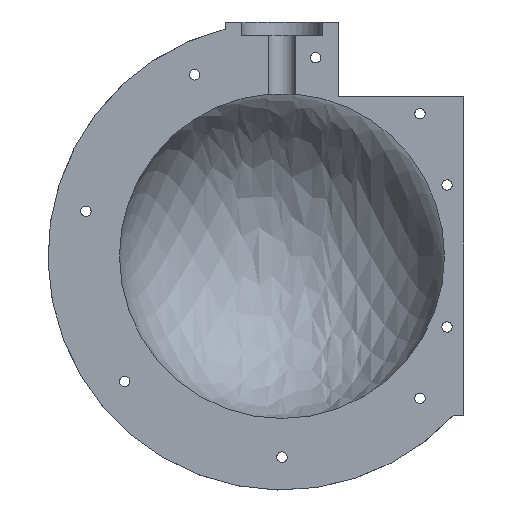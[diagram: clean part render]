
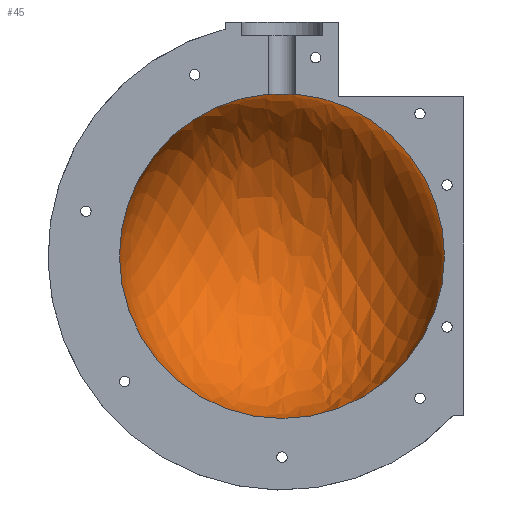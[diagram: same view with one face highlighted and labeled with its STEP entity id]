
A CAD part, top view. The second image highlights one B-rep face of the part: STEP entity #45.
In plain terms, the highlighted free-form (B-spline) face has degree [2, 2] with [9, 5] control points.
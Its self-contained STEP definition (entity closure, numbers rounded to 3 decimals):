
#45=ADVANCED_FACE('',(#118),#1190,.T.);
#118=FACE_OUTER_BOUND('',#191,.T.);
#191=EDGE_LOOP('',(#302,#303,#304,#305));
#302=ORIENTED_EDGE('',*,*,#663,.T.);
#303=ORIENTED_EDGE('',*,*,#675,.F.);
#304=ORIENTED_EDGE('',*,*,#676,.F.);
#305=ORIENTED_EDGE('',*,*,#674,.F.);
#663=EDGE_CURVE('',#1063,#1064,#997,.T.);
#674=EDGE_CURVE('',#1063,#1075,#1001,.T.);
#675=EDGE_CURVE('',#1074,#1064,#1002,.T.);
#676=EDGE_CURVE('',#1075,#1074,#1003,.T.);
#997=TRIMMED_CURVE($,#1021,(#1954),(#1955),.T.,.CARTESIAN.);
#1001=TRIMMED_CURVE($,#1025,(#1981),(#1982),.T.,.CARTESIAN.);
#1002=TRIMMED_CURVE($,#1026,(#1984),(#1985),.T.,.CARTESIAN.);
#1003=TRIMMED_CURVE($,#1027,(#1987),(#1988),.T.,.CARTESIAN.);
#1021=CIRCLE('',#1420,4.15);
#1025=CIRCLE('',#1424,50.);
#1026=CIRCLE('',#1425,50.);
#1027=CIRCLE('',#1426,50.);
#1063=VERTEX_POINT('',#1827);
#1064=VERTEX_POINT('',#1828);
#1074=VERTEX_POINT('',#1838);
#1075=VERTEX_POINT('',#1839);
#1190=(
BOUNDED_SURFACE()
B_SPLINE_SURFACE(2,2,((#1670,#1671,#1672,#1673,#1674),(#1675,#1676,#1677,
#1678,#1679),(#1680,#1681,#1682,#1683,#1684),(#1685,#1686,#1687,#1688,#1689),
(#1690,#1691,#1692,#1693,#1694),(#1695,#1696,#1697,#1698,#1699),(#1700,
#1701,#1702,#1703,#1704),(#1705,#1706,#1707,#1708,#1709),(#1710,#1711,#1712,
#1713,#1714)),.UNSPECIFIED.,.T.,.F.,.F.)
B_SPLINE_SURFACE_WITH_KNOTS((3,2,2,2,3),(3,2,3),(0.,78.54,157.08,
235.619,314.159),(-78.54,0.,78.54),
 .UNSPECIFIED.)
GEOMETRIC_REPRESENTATION_ITEM()
RATIONAL_B_SPLINE_SURFACE(((1.,0.707,1.,0.707,1.),
(0.707,0.5,0.707,0.5,0.707),(1.,0.707,
1.,0.707,1.),(0.707,0.5,0.707,0.5,0.707),
(1.,0.707,1.,0.707,1.),(0.707,0.5,0.707,
0.5,0.707),(1.,0.707,1.,0.707,1.),(0.707,
0.5,0.707,0.5,0.707),(1.,0.707,1.,0.707,
1.)))
REPRESENTATION_ITEM('')
SURFACE()
);
#1420=AXIS2_PLACEMENT_3D($,#1953,#1535,#1536);
#1424=AXIS2_PLACEMENT_3D($,#1980,#1543,#1544);
#1425=AXIS2_PLACEMENT_3D($,#1983,#1545,#1546);
#1426=AXIS2_PLACEMENT_3D($,#1986,#1547,#1548);
#1535=DIRECTION('',(0.,1.,0.));
#1536=DIRECTION('',(1.,0.,0.));
#1543=DIRECTION('',(0.,0.,-1.));
#1544=DIRECTION('',(0.083,0.997,0.));
#1545=DIRECTION('',(0.,0.,-1.));
#1546=DIRECTION('',(-1.,0.,0.));
#1547=DIRECTION('',(0.,0.,-1.));
#1548=DIRECTION('',(1.,0.,0.));
#1670=CARTESIAN_POINT('',(-50.,0.,56.));
#1671=CARTESIAN_POINT('',(-50.,50.,56.));
#1672=CARTESIAN_POINT('',(0.,50.,56.));
#1673=CARTESIAN_POINT('',(50.,50.,56.));
#1674=CARTESIAN_POINT('',(50.,0.,56.));
#1675=CARTESIAN_POINT('',(-50.,0.,56.));
#1676=CARTESIAN_POINT('',(-50.,50.,6.));
#1677=CARTESIAN_POINT('',(0.,50.,6.));
#1678=CARTESIAN_POINT('',(50.,50.,6.));
#1679=CARTESIAN_POINT('',(50.,0.,56.));
#1680=CARTESIAN_POINT('',(-50.,0.,56.));
#1681=CARTESIAN_POINT('',(-50.,0.,6.));
#1682=CARTESIAN_POINT('',(0.,0.,6.));
#1683=CARTESIAN_POINT('',(50.,0.,6.));
#1684=CARTESIAN_POINT('',(50.,0.,56.));
#1685=CARTESIAN_POINT('',(-50.,0.,56.));
#1686=CARTESIAN_POINT('',(-50.,-50.,6.));
#1687=CARTESIAN_POINT('',(0.,-50.,6.));
#1688=CARTESIAN_POINT('',(50.,-50.,6.));
#1689=CARTESIAN_POINT('',(50.,0.,56.));
#1690=CARTESIAN_POINT('',(-50.,0.,56.));
#1691=CARTESIAN_POINT('',(-50.,-50.,56.));
#1692=CARTESIAN_POINT('',(0.,-50.,56.));
#1693=CARTESIAN_POINT('',(50.,-50.,56.));
#1694=CARTESIAN_POINT('',(50.,0.,56.));
#1695=CARTESIAN_POINT('',(-50.,0.,56.));
#1696=CARTESIAN_POINT('',(-50.,-50.,106.));
#1697=CARTESIAN_POINT('',(0.,-50.,106.));
#1698=CARTESIAN_POINT('',(50.,-50.,106.));
#1699=CARTESIAN_POINT('',(50.,0.,56.));
#1700=CARTESIAN_POINT('',(-50.,0.,56.));
#1701=CARTESIAN_POINT('',(-50.,0.,106.));
#1702=CARTESIAN_POINT('',(0.,0.,106.));
#1703=CARTESIAN_POINT('',(50.,0.,106.));
#1704=CARTESIAN_POINT('',(50.,0.,56.));
#1705=CARTESIAN_POINT('',(-50.,0.,56.));
#1706=CARTESIAN_POINT('',(-50.,50.,106.));
#1707=CARTESIAN_POINT('',(0.,50.,106.));
#1708=CARTESIAN_POINT('',(50.,50.,106.));
#1709=CARTESIAN_POINT('',(50.,0.,56.));
#1710=CARTESIAN_POINT('',(-50.,0.,56.));
#1711=CARTESIAN_POINT('',(-50.,50.,56.));
#1712=CARTESIAN_POINT('',(0.,50.,56.));
#1713=CARTESIAN_POINT('',(50.,50.,56.));
#1714=CARTESIAN_POINT('',(50.,0.,56.));
#1827=CARTESIAN_POINT('',(4.15,49.827,56.));
#1828=CARTESIAN_POINT('',(-4.15,49.827,56.));
#1838=CARTESIAN_POINT('',(-50.,0.,56.));
#1839=CARTESIAN_POINT('',(50.,0.,56.));
#1953=CARTESIAN_POINT('',(0.,49.827,56.));
#1954=CARTESIAN_POINT('',(4.15,49.827,56.));
#1955=CARTESIAN_POINT('',(-4.15,49.827,56.));
#1980=CARTESIAN_POINT('',(0.,0.,56.));
#1981=CARTESIAN_POINT('',(4.15,49.827,56.));
#1982=CARTESIAN_POINT('',(50.,0.,56.));
#1983=CARTESIAN_POINT('',(0.,0.,56.));
#1984=CARTESIAN_POINT('',(-50.,0.,56.));
#1985=CARTESIAN_POINT('',(-4.15,49.827,56.));
#1986=CARTESIAN_POINT('',(0.,0.,56.));
#1987=CARTESIAN_POINT('',(50.,0.,56.));
#1988=CARTESIAN_POINT('',(-50.,0.,56.));
